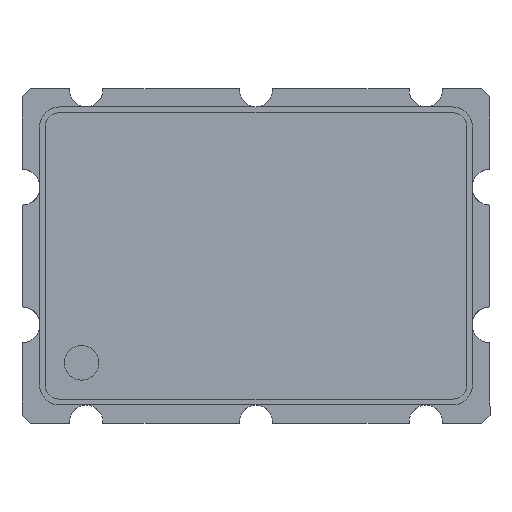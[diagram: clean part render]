
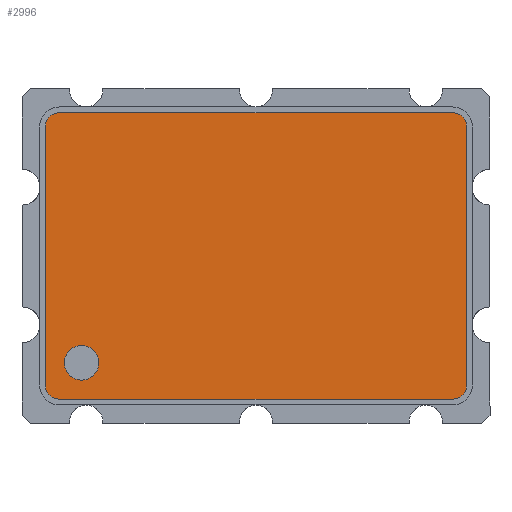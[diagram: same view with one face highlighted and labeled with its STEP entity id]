
A CAD part, top view. The second image highlights one B-rep face of the part: STEP entity #2996.
In plain terms, the highlighted planar face has unit normal (0, 0, 1).
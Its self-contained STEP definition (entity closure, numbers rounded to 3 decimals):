
#13 = VERTEX_POINT ( 'NONE', #1584 ) ;
#41 = CARTESIAN_POINT ( 'NONE',  ( -2.61, -1.6, 1.2 ) ) ;
#287 = CARTESIAN_POINT ( 'NONE',  ( 3.152, 0., 1.2 ) ) ;
#486 = VERTEX_POINT ( 'NONE', #7951 ) ;
#508 = VERTEX_POINT ( 'NONE', #2090 ) ;
#706 = VECTOR ( 'NONE', #7911, 1000. ) ;
#735 = EDGE_CURVE ( 'NONE', #5806, #7595, #6342, .T. ) ;
#766 = ORIENTED_EDGE ( 'NONE', *, *, #2871, .T. ) ;
#806 = DIRECTION ( 'NONE',  ( 1., 0., 0. ) ) ;
#1104 = DIRECTION ( 'NONE',  ( 0., 0., 1. ) ) ;
#1156 = AXIS2_PLACEMENT_3D ( 'NONE', #7696, #3289, #8443 ) ;
#1285 = CARTESIAN_POINT ( 'NONE',  ( 2.952, -1.942, 1.2 ) ) ;
#1493 = CARTESIAN_POINT ( 'NONE',  ( 2.952, -2.142, 1.2 ) ) ;
#1584 = CARTESIAN_POINT ( 'NONE',  ( -2.868, -1.6, 1.2 ) ) ;
#1623 = CIRCLE ( 'NONE', #3712, 0.259 ) ;
#1917 = ORIENTED_EDGE ( 'NONE', *, *, #735, .T. ) ;
#1935 = DIRECTION ( 'NONE',  ( 0., 0., 1. ) ) ;
#2023 = DIRECTION ( 'NONE',  ( 1., 0., 0. ) ) ;
#2071 = CIRCLE ( 'NONE', #3964, 0.2 ) ;
#2090 = CARTESIAN_POINT ( 'NONE',  ( 2.952, 2.142, 1.2 ) ) ;
#2140 = CARTESIAN_POINT ( 'NONE',  ( 3.152, 1.942, 1.2 ) ) ;
#2283 = VERTEX_POINT ( 'NONE', #1493 ) ;
#2312 = AXIS2_PLACEMENT_3D ( 'NONE', #6995, #2574, #7734 ) ;
#2321 = DIRECTION ( 'NONE',  ( 0., 0., 1. ) ) ;
#2514 = EDGE_CURVE ( 'NONE', #9474, #4068, #7100, .T. ) ;
#2574 = DIRECTION ( 'NONE',  ( 0., 0., 1. ) ) ;
#2585 = EDGE_CURVE ( 'NONE', #4068, #508, #6876, .T. ) ;
#2732 = CARTESIAN_POINT ( 'NONE',  ( -3.152, 0., 1.2 ) ) ;
#2859 = DIRECTION ( 'NONE',  ( 1., 0., 0. ) ) ;
#2871 = EDGE_CURVE ( 'NONE', #7595, #2283, #5374, .T. ) ;
#2996 = ADVANCED_FACE ( 'NONE', ( #4092, #5846 ), #3789, .T. ) ;
#3289 = DIRECTION ( 'NONE',  ( 0., 0., -1. ) ) ;
#3342 = EDGE_CURVE ( 'NONE', #3966, #5806, #8224, .T. ) ;
#3410 = VECTOR ( 'NONE', #2859, 1000. ) ;
#3608 = CARTESIAN_POINT ( 'NONE',  ( -2.952, 2.142, 1.2 ) ) ;
#3696 = EDGE_CURVE ( 'NONE', #13, #486, #7379, .T. ) ;
#3712 = AXIS2_PLACEMENT_3D ( 'NONE', #41, #5241, #806 ) ;
#3728 = EDGE_LOOP ( 'NONE', ( #8300, #4429 ) ) ;
#3758 = ORIENTED_EDGE ( 'NONE', *, *, #8004, .T. ) ;
#3789 = PLANE ( 'NONE',  #7026 ) ;
#3797 = EDGE_CURVE ( 'NONE', #2283, #9474, #2071, .T. ) ;
#3958 = ORIENTED_EDGE ( 'NONE', *, *, #3797, .T. ) ;
#3964 = AXIS2_PLACEMENT_3D ( 'NONE', #1285, #6447, #2023 ) ;
#3966 = VERTEX_POINT ( 'NONE', #6458 ) ;
#4029 = DIRECTION ( 'NONE',  ( 0., 1., 0. ) ) ;
#4068 = VERTEX_POINT ( 'NONE', #2140 ) ;
#4081 = VECTOR ( 'NONE', #9542, 1000. ) ;
#4092 = FACE_BOUND ( 'NONE', #3728, .T. ) ;
#4429 = ORIENTED_EDGE ( 'NONE', *, *, #3696, .T. ) ;
#4434 = AXIS2_PLACEMENT_3D ( 'NONE', #6352, #1935, #7089 ) ;
#4925 = VECTOR ( 'NONE', #4029, 1000. ) ;
#5133 = EDGE_CURVE ( 'NONE', #486, #13, #1623, .T. ) ;
#5241 = DIRECTION ( 'NONE',  ( 0., 0., -1. ) ) ;
#5374 = LINE ( 'NONE', #5794, #3410 ) ;
#5549 = CARTESIAN_POINT ( 'NONE',  ( 2.952, 1.942, 1.2 ) ) ;
#5555 = ORIENTED_EDGE ( 'NONE', *, *, #3342, .T. ) ;
#5603 = ORIENTED_EDGE ( 'NONE', *, *, #2585, .T. ) ;
#5794 = CARTESIAN_POINT ( 'NONE',  ( 0., -2.142, 1.2 ) ) ;
#5806 = VERTEX_POINT ( 'NONE', #9323 ) ;
#5846 = FACE_OUTER_BOUND ( 'NONE', #6705, .T. ) ;
#5980 = ORIENTED_EDGE ( 'NONE', *, *, #2514, .T. ) ;
#6056 = EDGE_CURVE ( 'NONE', #6824, #3966, #6087, .T. ) ;
#6087 = CIRCLE ( 'NONE', #4434, 0.2 ) ;
#6093 = CARTESIAN_POINT ( 'NONE',  ( -2.952, -2.142, 1.2 ) ) ;
#6267 = DIRECTION ( 'NONE',  ( 1., 0., 0. ) ) ;
#6284 = ORIENTED_EDGE ( 'NONE', *, *, #6056, .T. ) ;
#6342 = CIRCLE ( 'NONE', #2312, 0.2 ) ;
#6352 = CARTESIAN_POINT ( 'NONE',  ( -2.952, 1.942, 1.2 ) ) ;
#6447 = DIRECTION ( 'NONE',  ( 0., 0., 1. ) ) ;
#6458 = CARTESIAN_POINT ( 'NONE',  ( -3.152, 1.942, 1.2 ) ) ;
#6604 = LINE ( 'NONE', #7171, #706 ) ;
#6705 = EDGE_LOOP ( 'NONE', ( #5603, #3758, #6284, #5555, #1917, #766, #3958, #5980 ) ) ;
#6739 = CARTESIAN_POINT ( 'NONE',  ( 0., 0., 1.2 ) ) ;
#6824 = VERTEX_POINT ( 'NONE', #3608 ) ;
#6876 = CIRCLE ( 'NONE', #8078, 0.2 ) ;
#6995 = CARTESIAN_POINT ( 'NONE',  ( -2.952, -1.942, 1.2 ) ) ;
#7026 = AXIS2_PLACEMENT_3D ( 'NONE', #6739, #2321, #7480 ) ;
#7089 = DIRECTION ( 'NONE',  ( 1., 0., 0. ) ) ;
#7100 = LINE ( 'NONE', #287, #4925 ) ;
#7171 = CARTESIAN_POINT ( 'NONE',  ( 0., 2.142, 1.2 ) ) ;
#7379 = CIRCLE ( 'NONE', #1156, 0.259 ) ;
#7480 = DIRECTION ( 'NONE',  ( 1., 0., 0. ) ) ;
#7595 = VERTEX_POINT ( 'NONE', #6093 ) ;
#7696 = CARTESIAN_POINT ( 'NONE',  ( -2.61, -1.6, 1.2 ) ) ;
#7734 = DIRECTION ( 'NONE',  ( 1., 0., 0. ) ) ;
#7911 = DIRECTION ( 'NONE',  ( -1., 0., 0. ) ) ;
#7951 = CARTESIAN_POINT ( 'NONE',  ( -2.351, -1.6, 1.2 ) ) ;
#8004 = EDGE_CURVE ( 'NONE', #508, #6824, #6604, .T. ) ;
#8078 = AXIS2_PLACEMENT_3D ( 'NONE', #5549, #1104, #6267 ) ;
#8224 = LINE ( 'NONE', #2732, #4081 ) ;
#8300 = ORIENTED_EDGE ( 'NONE', *, *, #5133, .T. ) ;
#8443 = DIRECTION ( 'NONE',  ( 1., 0., 0. ) ) ;
#9323 = CARTESIAN_POINT ( 'NONE',  ( -3.152, -1.942, 1.2 ) ) ;
#9474 = VERTEX_POINT ( 'NONE', #9572 ) ;
#9542 = DIRECTION ( 'NONE',  ( 0., -1., 0. ) ) ;
#9572 = CARTESIAN_POINT ( 'NONE',  ( 3.152, -1.942, 1.2 ) ) ;
